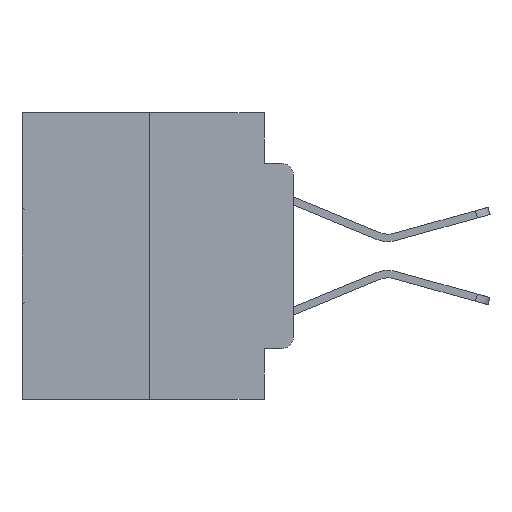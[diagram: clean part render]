
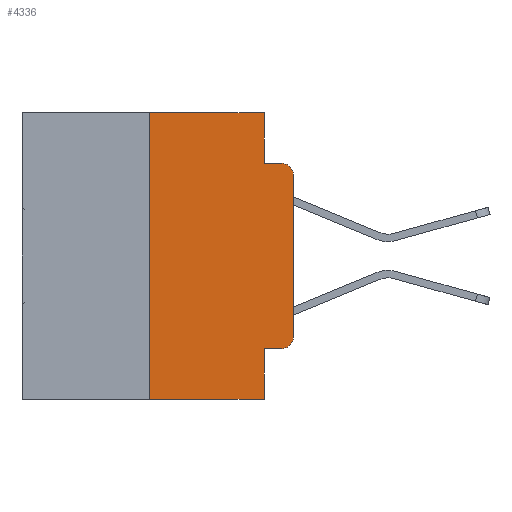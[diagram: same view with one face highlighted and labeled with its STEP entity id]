
A CAD part, left-side view. The second image highlights one B-rep face of the part: STEP entity #4336.
In plain terms, the highlighted planar face has unit normal (-1, 0, 0).
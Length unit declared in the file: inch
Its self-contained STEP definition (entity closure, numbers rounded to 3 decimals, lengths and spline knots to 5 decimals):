
#535 = DIRECTION ( 'NONE',  ( 0., -1., 0. ) ) ;
#691 = VERTEX_POINT ( 'NONE', #4015 ) ;
#870 = EDGE_CURVE ( 'NONE', #23522, #5658, #20580, .T. ) ;
#948 = VERTEX_POINT ( 'NONE', #29085 ) ;
#1029 = ORIENTED_EDGE ( 'NONE', *, *, #31612, .F. ) ;
#1168 = EDGE_CURVE ( 'NONE', #31238, #6606, #21775, .T. ) ;
#1418 = CARTESIAN_POINT ( 'NONE',  ( 0., 0.051, -0.0885 ) ) ;
#1782 = VERTEX_POINT ( 'NONE', #23990 ) ;
#2265 = CARTESIAN_POINT ( 'NONE',  ( 0., 0.02, -0.1085 ) ) ;
#2604 = FACE_OUTER_BOUND ( 'NONE', #27567, .T. ) ;
#2950 = EDGE_CURVE ( 'NONE', #1782, #691, #13040, .T. ) ;
#3720 = CARTESIAN_POINT ( 'NONE',  ( 0., 0.25, 0. ) ) ;
#3947 = VERTEX_POINT ( 'NONE', #30311 ) ;
#4015 = CARTESIAN_POINT ( 'NONE',  ( 0., 0.02, -0.0885 ) ) ;
#4336 = ADVANCED_FACE ( 'NONE', ( #2604 ), #23745, .F. ) ;
#4487 = CARTESIAN_POINT ( 'NONE',  ( 0., 0.051, 0. ) ) ;
#4506 = ORIENTED_EDGE ( 'NONE', *, *, #15618, .F. ) ;
#4593 = DIRECTION ( 'NONE',  ( 0., 0., -1. ) ) ;
#5259 = VECTOR ( 'NONE', #24453, 39.37008 ) ;
#5658 = VERTEX_POINT ( 'NONE', #19187 ) ;
#5951 = DIRECTION ( 'NONE',  ( 0., 0., 1. ) ) ;
#6549 = DIRECTION ( 'NONE',  ( 0., 0., 1. ) ) ;
#6606 = VERTEX_POINT ( 'NONE', #8108 ) ;
#6617 = CARTESIAN_POINT ( 'NONE',  ( 0., 0.051, -0.4115 ) ) ;
#6762 = CARTESIAN_POINT ( 'NONE',  ( 0., 0.473, -0.5 ) ) ;
#7165 = DIRECTION ( 'NONE',  ( -1., 0., 0. ) ) ;
#7383 = DIRECTION ( 'NONE',  ( 0., 0., -1. ) ) ;
#7510 = VECTOR ( 'NONE', #26613, 39.37008 ) ;
#8108 = CARTESIAN_POINT ( 'NONE',  ( 0., 0.051, 0. ) ) ;
#8266 = EDGE_CURVE ( 'NONE', #3947, #5658, #11024, .T. ) ;
#9782 = VERTEX_POINT ( 'NONE', #27741 ) ;
#9868 = ORIENTED_EDGE ( 'NONE', *, *, #1168, .F. ) ;
#10758 = ORIENTED_EDGE ( 'NONE', *, *, #32332, .T. ) ;
#11024 = LINE ( 'NONE', #14231, #28676 ) ;
#11105 = AXIS2_PLACEMENT_3D ( 'NONE', #24042, #29079, #26570 ) ;
#12331 = VECTOR ( 'NONE', #6549, 39.37008 ) ;
#13040 = LINE ( 'NONE', #1418, #31446 ) ;
#13779 = DIRECTION ( 'NONE',  ( 0., 0., -1. ) ) ;
#13897 = CARTESIAN_POINT ( 'NONE',  ( 0., 0.02, -0.4115 ) ) ;
#14231 = CARTESIAN_POINT ( 'NONE',  ( 0., 0.051, 0. ) ) ;
#14738 = CARTESIAN_POINT ( 'NONE',  ( 0., 0.25, 0. ) ) ;
#14823 = ORIENTED_EDGE ( 'NONE', *, *, #870, .T. ) ;
#15419 = VECTOR ( 'NONE', #4593, 39.37008 ) ;
#15618 = EDGE_CURVE ( 'NONE', #6606, #1782, #22463, .T. ) ;
#15930 = VECTOR ( 'NONE', #5951, 39.37008 ) ;
#16016 = VERTEX_POINT ( 'NONE', #13897 ) ;
#16123 = ORIENTED_EDGE ( 'NONE', *, *, #2950, .F. ) ;
#16522 = CIRCLE ( 'NONE', #11105, 0.02 ) ;
#17053 = ORIENTED_EDGE ( 'NONE', *, *, #28098, .T. ) ;
#17734 = LINE ( 'NONE', #6617, #7510 ) ;
#19187 = CARTESIAN_POINT ( 'NONE',  ( 0., 0.051, -0.5 ) ) ;
#19196 = ORIENTED_EDGE ( 'NONE', *, *, #28690, .T. ) ;
#20137 = ORIENTED_EDGE ( 'NONE', *, *, #8266, .F. ) ;
#20580 = LINE ( 'NONE', #6762, #5259 ) ;
#20967 = ORIENTED_EDGE ( 'NONE', *, *, #24789, .T. ) ;
#21112 = CARTESIAN_POINT ( 'NONE',  ( 0., 0.25, -0.5 ) ) ;
#21278 = DIRECTION ( 'NONE',  ( 0., 0., -1. ) ) ;
#21462 = DIRECTION ( 'NONE',  ( 1., 0., 0. ) ) ;
#21775 = LINE ( 'NONE', #31117, #22140 ) ;
#22140 = VECTOR ( 'NONE', #535, 39.37008 ) ;
#22463 = LINE ( 'NONE', #4487, #15419 ) ;
#22516 = AXIS2_PLACEMENT_3D ( 'NONE', #24060, #21462, #13779 ) ;
#23522 = VERTEX_POINT ( 'NONE', #21112 ) ;
#23641 = CIRCLE ( 'NONE', #24612, 0.02 ) ;
#23745 = PLANE ( 'NONE',  #22516 ) ;
#23822 = DIRECTION ( 'NONE',  ( 0., -1., 0. ) ) ;
#23852 = CARTESIAN_POINT ( 'NONE',  ( 0., 0., 0. ) ) ;
#23990 = CARTESIAN_POINT ( 'NONE',  ( 0., 0.051, -0.0885 ) ) ;
#24042 = CARTESIAN_POINT ( 'NONE',  ( 0., 0.02, -0.3915 ) ) ;
#24060 = CARTESIAN_POINT ( 'NONE',  ( 0., 0.473, 0. ) ) ;
#24147 = LINE ( 'NONE', #23852, #15930 ) ;
#24453 = DIRECTION ( 'NONE',  ( 0., -1., 0. ) ) ;
#24612 = AXIS2_PLACEMENT_3D ( 'NONE', #2265, #7165, #7383 ) ;
#24789 = EDGE_CURVE ( 'NONE', #9782, #948, #24147, .T. ) ;
#25261 = LINE ( 'NONE', #3720, #12331 ) ;
#26570 = DIRECTION ( 'NONE',  ( 0., 0., -1. ) ) ;
#26613 = DIRECTION ( 'NONE',  ( 0., -1., 0. ) ) ;
#27567 = EDGE_LOOP ( 'NONE', ( #20967, #10758, #16123, #4506, #9868, #1029, #14823, #20137, #17053, #19196 ) ) ;
#27741 = CARTESIAN_POINT ( 'NONE',  ( 0., 0., -0.3915 ) ) ;
#28098 = EDGE_CURVE ( 'NONE', #3947, #16016, #17734, .T. ) ;
#28676 = VECTOR ( 'NONE', #21278, 39.37008 ) ;
#28690 = EDGE_CURVE ( 'NONE', #16016, #9782, #16522, .T. ) ;
#29079 = DIRECTION ( 'NONE',  ( -1., 0., 0. ) ) ;
#29085 = CARTESIAN_POINT ( 'NONE',  ( 0., 0., -0.1085 ) ) ;
#30311 = CARTESIAN_POINT ( 'NONE',  ( 0., 0.051, -0.4115 ) ) ;
#31117 = CARTESIAN_POINT ( 'NONE',  ( 0., 0.473, 0. ) ) ;
#31238 = VERTEX_POINT ( 'NONE', #14738 ) ;
#31446 = VECTOR ( 'NONE', #23822, 39.37008 ) ;
#31612 = EDGE_CURVE ( 'NONE', #23522, #31238, #25261, .T. ) ;
#32332 = EDGE_CURVE ( 'NONE', #948, #691, #23641, .T. ) ;
